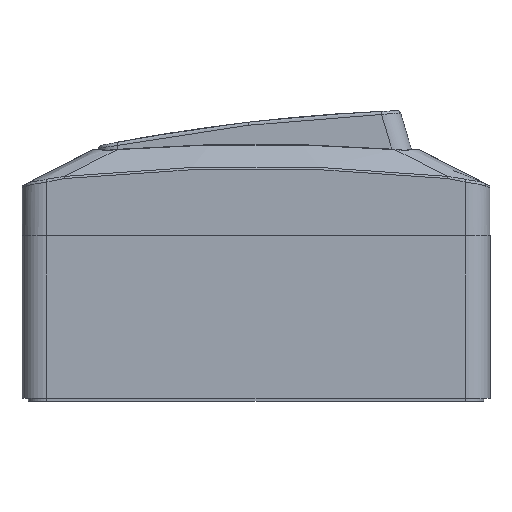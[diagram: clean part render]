
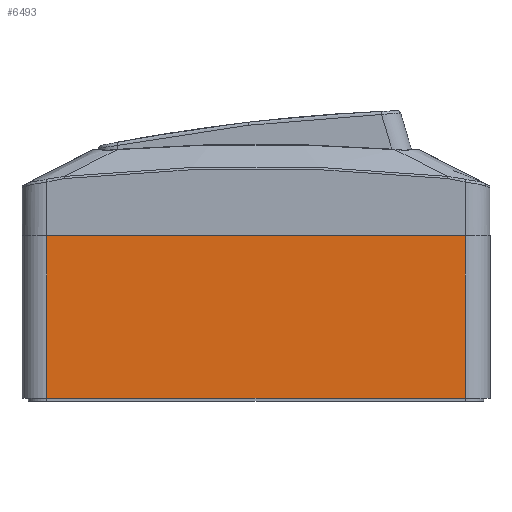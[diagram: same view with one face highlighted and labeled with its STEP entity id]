
A CAD part, left-side view. The second image highlights one B-rep face of the part: STEP entity #6493.
In plain terms, the highlighted planar face has unit normal (-1, 0, 0).
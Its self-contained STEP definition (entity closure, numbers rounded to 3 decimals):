
#372 = CARTESIAN_POINT ( 'NONE',  ( -32.5, -33.5, 26. ) ) ;
#1466 = CARTESIAN_POINT ( 'NONE',  ( -32.5, -33.5, 0. ) ) ;
#1480 = CARTESIAN_POINT ( 'NONE',  ( -32.5, -33.5, 0. ) ) ;
#1491 = DIRECTION ( 'NONE',  ( 0., -1., 0. ) ) ;
#1580 = AXIS2_PLACEMENT_3D ( 'NONE', #9366, #9318, #9304 ) ;
#2423 = EDGE_CURVE ( 'NONE', #10788, #4619, #6519, .T. ) ;
#2439 = CARTESIAN_POINT ( 'NONE',  ( -32.5, 33.5, 0. ) ) ;
#3806 = VERTEX_POINT ( 'NONE', #4013 ) ;
#3808 = VECTOR ( 'NONE', #1491, 1000. ) ;
#4013 = CARTESIAN_POINT ( 'NONE',  ( -32.5, 33.5, 26. ) ) ;
#4619 = VERTEX_POINT ( 'NONE', #1466 ) ;
#5350 = LINE ( 'NONE', #9136, #9632 ) ;
#6493 = ADVANCED_FACE ( 'NONE', ( #10444 ), #9337, .F. ) ;
#6519 = LINE ( 'NONE', #1480, #3808 ) ;
#6537 = EDGE_CURVE ( 'NONE', #3806, #10553, #12355, .T. ) ;
#6563 = EDGE_LOOP ( 'NONE', ( #8419, #8574, #8854, #9425 ) ) ;
#7341 = VECTOR ( 'NONE', #9240, 1000. ) ;
#7686 = DIRECTION ( 'NONE',  ( 0., 0., -1. ) ) ;
#7799 = CARTESIAN_POINT ( 'NONE',  ( -32.5, -33.5, 26. ) ) ;
#7885 = VECTOR ( 'NONE', #7686, 1000. ) ;
#8274 = EDGE_CURVE ( 'NONE', #3806, #10788, #5350, .T. ) ;
#8419 = ORIENTED_EDGE ( 'NONE', *, *, #2423, .T. ) ;
#8574 = ORIENTED_EDGE ( 'NONE', *, *, #8592, .F. ) ;
#8592 = EDGE_CURVE ( 'NONE', #10553, #4619, #10357, .T. ) ;
#8854 = ORIENTED_EDGE ( 'NONE', *, *, #6537, .F. ) ;
#8919 = DIRECTION ( 'NONE',  ( 0., 0., -1. ) ) ;
#9136 = CARTESIAN_POINT ( 'NONE',  ( -32.5, 33.5, 26. ) ) ;
#9222 = CARTESIAN_POINT ( 'NONE',  ( -32.5, -33.5, 26. ) ) ;
#9240 = DIRECTION ( 'NONE',  ( 0., -1., 0. ) ) ;
#9304 = DIRECTION ( 'NONE',  ( 0., 0., -1. ) ) ;
#9318 = DIRECTION ( 'NONE',  ( 1., 0., 0. ) ) ;
#9337 = PLANE ( 'NONE',  #1580 ) ;
#9366 = CARTESIAN_POINT ( 'NONE',  ( -32.5, -33.5, 26. ) ) ;
#9425 = ORIENTED_EDGE ( 'NONE', *, *, #8274, .T. ) ;
#9632 = VECTOR ( 'NONE', #8919, 1000. ) ;
#10357 = LINE ( 'NONE', #7799, #7885 ) ;
#10444 = FACE_OUTER_BOUND ( 'NONE', #6563, .T. ) ;
#10553 = VERTEX_POINT ( 'NONE', #372 ) ;
#10788 = VERTEX_POINT ( 'NONE', #2439 ) ;
#12355 = LINE ( 'NONE', #9222, #7341 ) ;
